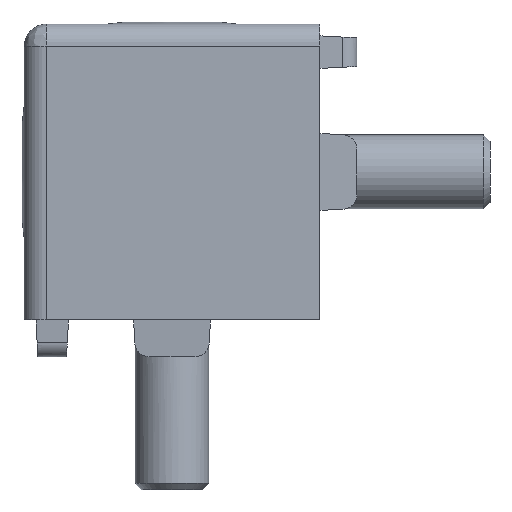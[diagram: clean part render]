
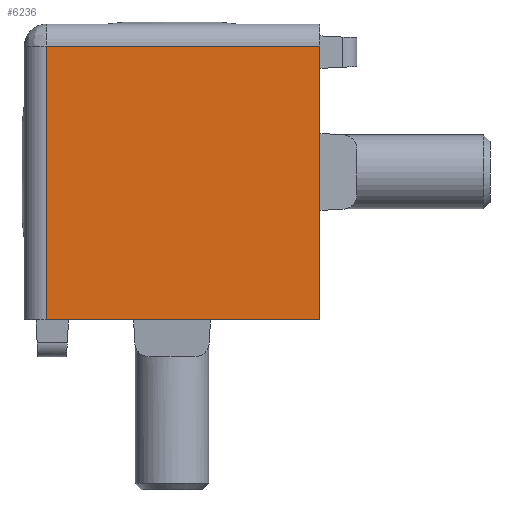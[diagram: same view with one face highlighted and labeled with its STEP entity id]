
A CAD part, front view. The second image highlights one B-rep face of the part: STEP entity #6236.
In plain terms, the highlighted planar face has unit normal (0, -1, 0).
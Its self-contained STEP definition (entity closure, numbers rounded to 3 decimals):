
#248 = EDGE_CURVE ( 'NONE', #12972, #3433, #10390, .T. ) ;
#842 = VECTOR ( 'NONE', #8922, 1000. ) ;
#898 = VERTEX_POINT ( 'NONE', #2065 ) ;
#1771 = CARTESIAN_POINT ( 'NONE',  ( 10., -10., 10. ) ) ;
#1915 = CARTESIAN_POINT ( 'NONE',  ( -10., -10., -10. ) ) ;
#2065 = CARTESIAN_POINT ( 'NONE',  ( 10., -10., 8.5 ) ) ;
#2670 = VECTOR ( 'NONE', #13261, 1000. ) ;
#2875 = DIRECTION ( 'NONE',  ( 0., 0., -1. ) ) ;
#3190 = DIRECTION ( 'NONE',  ( 0., 1., 0. ) ) ;
#3433 = VERTEX_POINT ( 'NONE', #9067 ) ;
#4067 = VERTEX_POINT ( 'NONE', #6117 ) ;
#4369 = ORIENTED_EDGE ( 'NONE', *, *, #14554, .F. ) ;
#5696 = ORIENTED_EDGE ( 'NONE', *, *, #248, .F. ) ;
#5879 = ORIENTED_EDGE ( 'NONE', *, *, #6560, .F. ) ;
#5965 = DIRECTION ( 'NONE',  ( 0., 0., 1. ) ) ;
#6117 = CARTESIAN_POINT ( 'NONE',  ( 10., -10., -10. ) ) ;
#6236 = ADVANCED_FACE ( 'NONE', ( #8194 ), #10207, .F. ) ;
#6560 = EDGE_CURVE ( 'NONE', #3433, #898, #11685, .T. ) ;
#6668 = AXIS2_PLACEMENT_3D ( 'NONE', #10257, #3190, #11436 ) ;
#7242 = VECTOR ( 'NONE', #5965, 1000. ) ;
#7277 = LINE ( 'NONE', #1771, #13518 ) ;
#7394 = ORIENTED_EDGE ( 'NONE', *, *, #10277, .F. ) ;
#7901 = CARTESIAN_POINT ( 'NONE',  ( -8.5, -10., -10. ) ) ;
#8194 = FACE_OUTER_BOUND ( 'NONE', #9440, .T. ) ;
#8922 = DIRECTION ( 'NONE',  ( -1., 0., 0. ) ) ;
#9067 = CARTESIAN_POINT ( 'NONE',  ( -8.5, -10., 8.5 ) ) ;
#9440 = EDGE_LOOP ( 'NONE', ( #5879, #5696, #7394, #4369 ) ) ;
#10207 = PLANE ( 'NONE',  #6668 ) ;
#10257 = CARTESIAN_POINT ( 'NONE',  ( -10., -10., 10. ) ) ;
#10277 = EDGE_CURVE ( 'NONE', #4067, #12972, #12929, .T. ) ;
#10390 = LINE ( 'NONE', #15172, #7242 ) ;
#11436 = DIRECTION ( 'NONE',  ( 0., 0., 1. ) ) ;
#11685 = LINE ( 'NONE', #12112, #2670 ) ;
#12112 = CARTESIAN_POINT ( 'NONE',  ( -10., -10., 8.5 ) ) ;
#12929 = LINE ( 'NONE', #1915, #842 ) ;
#12972 = VERTEX_POINT ( 'NONE', #7901 ) ;
#13261 = DIRECTION ( 'NONE',  ( 1., 0., 0. ) ) ;
#13518 = VECTOR ( 'NONE', #2875, 1000. ) ;
#14554 = EDGE_CURVE ( 'NONE', #898, #4067, #7277, .T. ) ;
#15172 = CARTESIAN_POINT ( 'NONE',  ( -8.5, -10., 10. ) ) ;
